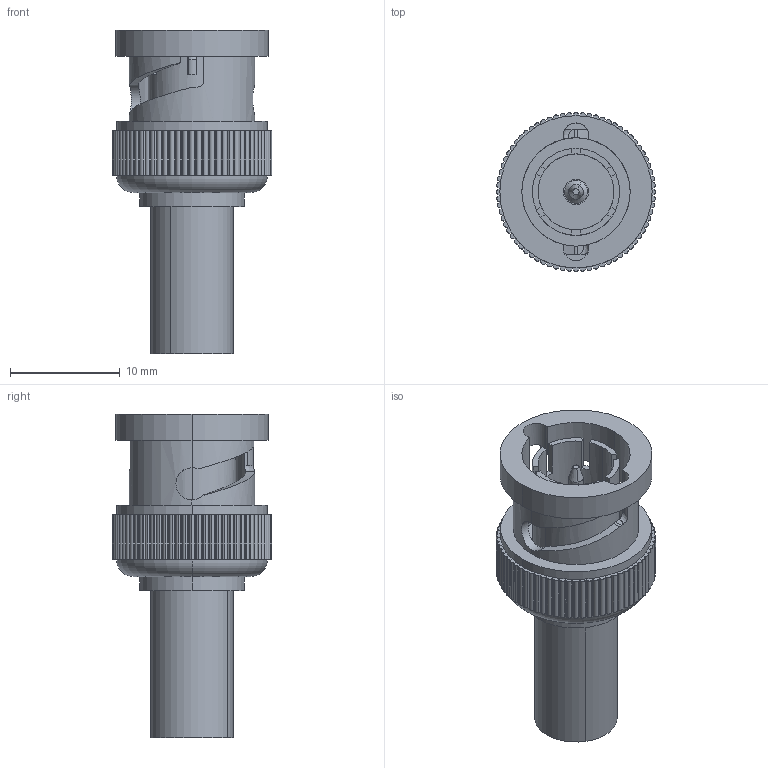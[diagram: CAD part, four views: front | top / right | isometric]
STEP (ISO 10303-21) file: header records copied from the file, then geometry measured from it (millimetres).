
FILE_DESCRIPTION (( 'STEP AP214' ), '1' );
FILE_NAME ('BAC028.STEP', '2006-08-02T12:05:42', ( 'L-COM' ), ( 'L-COM' ), 'SwSTEP 2.0', 'SolidWorks 2006004', '' );
FILE_SCHEMA (( 'AUTOMOTIVE_DESIGN' ));
Length unit declared in the file: inch
Products named in the file (4): BAC028_with flange; BAC028-MA1; BAC028-MA2; BAC028
Assembly tree (3 placements, depth 2):
  BAC028
    BAC028-MA2
    BAC028-MA1
    BAC028_with flange
Bounding box: 14.48 x 14.48 x 29.46 mm (x, y, z)
Volume: 1617.9 mm3; surface area: 2683.4 mm2
Topology: 3 solids, 3 shells, 351 faces, 995 edges, 660 vertices
Faces by surface type: plane 190, cylinder 147, bspline 8, cone 4, torus 2
Entity records: 12764 total; most frequent: CARTESIAN_POINT 2930, ORIENTED_EDGE 1990, DIRECTION 1953, EDGE_CURVE 995, VERTEX_POINT 660, AXIS2_PLACEMENT_3D 659, VECTOR 635, LINE 635
